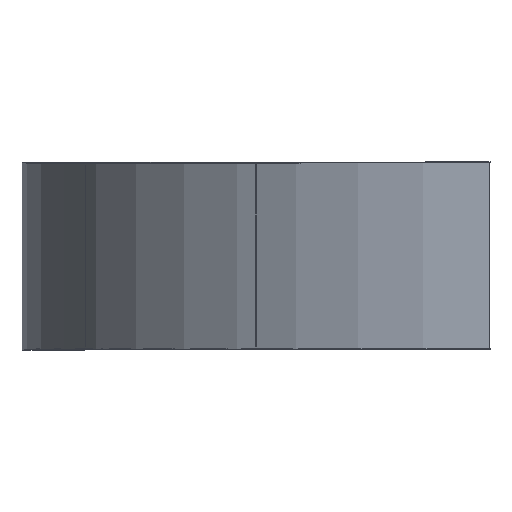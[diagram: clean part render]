
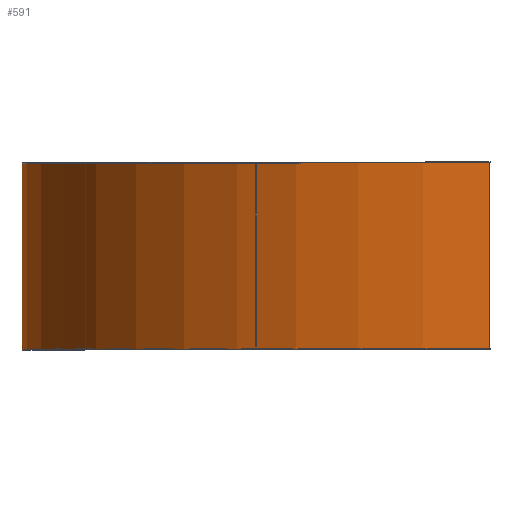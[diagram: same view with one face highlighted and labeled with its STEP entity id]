
A CAD part, top view. The second image highlights one B-rep face of the part: STEP entity #591.
In plain terms, the highlighted cylindrical face has radius 1500 mm (diameter 3000 mm), a partial arc.
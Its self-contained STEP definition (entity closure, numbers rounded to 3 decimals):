
#111 = CARTESIAN_POINT ( 'NONE',  ( -1500., 0., 0. ) ) ;
#235 = CARTESIAN_POINT ( 'NONE',  ( -1500., 597., 0. ) ) ;
#263 = CARTESIAN_POINT ( 'NONE',  ( 0., 597., 1500. ) ) ;
#298 = AXIS2_PLACEMENT_3D ( 'NONE', #3222, #718, #1464 ) ;
#451 = FACE_OUTER_BOUND ( 'NONE', #1737, .T. ) ;
#478 = LINE ( 'NONE', #235, #1783 ) ;
#489 = CYLINDRICAL_SURFACE ( 'NONE', #298, 1500. ) ;
#591 = ADVANCED_FACE ( 'NONE', ( #451 ), #489, .T. ) ;
#718 = DIRECTION ( 'NONE',  ( 0., -1., 0. ) ) ;
#757 = EDGE_CURVE ( 'NONE', #1062, #2543, #1958, .T. ) ;
#770 = CARTESIAN_POINT ( 'NONE',  ( 0., 0., 0. ) ) ;
#997 = DIRECTION ( 'NONE',  ( 0., 1., 0. ) ) ;
#1062 = VERTEX_POINT ( 'NONE', #1896 ) ;
#1104 = VERTEX_POINT ( 'NONE', #111 ) ;
#1224 = EDGE_CURVE ( 'NONE', #2451, #1062, #2111, .T. ) ;
#1411 = CIRCLE ( 'NONE', #2094, 1500. ) ;
#1460 = CARTESIAN_POINT ( 'NONE',  ( 0., 597., 0. ) ) ;
#1464 = DIRECTION ( 'NONE',  ( 0., 0., -1. ) ) ;
#1493 = ORIENTED_EDGE ( 'NONE', *, *, #757, .F. ) ;
#1525 = DIRECTION ( 'NONE',  ( 0., -1., 0. ) ) ;
#1729 = DIRECTION ( 'NONE',  ( 0., -1., 0. ) ) ;
#1737 = EDGE_LOOP ( 'NONE', ( #2533, #1493, #1923, #3068 ) ) ;
#1783 = VECTOR ( 'NONE', #1525, 1000. ) ;
#1803 = CARTESIAN_POINT ( 'NONE',  ( -1500., 597., 0. ) ) ;
#1896 = CARTESIAN_POINT ( 'NONE',  ( 0., 597., 1500. ) ) ;
#1923 = ORIENTED_EDGE ( 'NONE', *, *, #1224, .F. ) ;
#1958 = LINE ( 'NONE', #263, #1964 ) ;
#1964 = VECTOR ( 'NONE', #1729, 1000. ) ;
#1987 = DIRECTION ( 'NONE',  ( 0., 1., 0. ) ) ;
#2094 = AXIS2_PLACEMENT_3D ( 'NONE', #770, #997, #2286 ) ;
#2111 = CIRCLE ( 'NONE', #2494, 1500. ) ;
#2286 = DIRECTION ( 'NONE',  ( 0., 0., 1. ) ) ;
#2451 = VERTEX_POINT ( 'NONE', #1803 ) ;
#2471 = DIRECTION ( 'NONE',  ( 0., 0., 1. ) ) ;
#2494 = AXIS2_PLACEMENT_3D ( 'NONE', #1460, #1987, #2471 ) ;
#2533 = ORIENTED_EDGE ( 'NONE', *, *, #3086, .T. ) ;
#2543 = VERTEX_POINT ( 'NONE', #3118 ) ;
#3019 = EDGE_CURVE ( 'NONE', #2451, #1104, #478, .T. ) ;
#3068 = ORIENTED_EDGE ( 'NONE', *, *, #3019, .T. ) ;
#3086 = EDGE_CURVE ( 'NONE', #1104, #2543, #1411, .T. ) ;
#3118 = CARTESIAN_POINT ( 'NONE',  ( 0., 0., 1500. ) ) ;
#3222 = CARTESIAN_POINT ( 'NONE',  ( 0., 597., 0. ) ) ;
